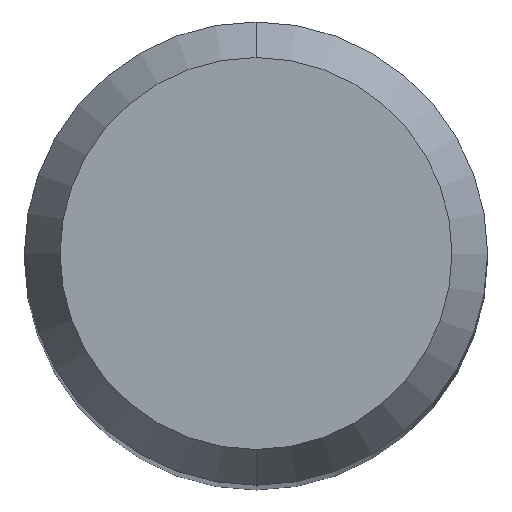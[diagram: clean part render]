
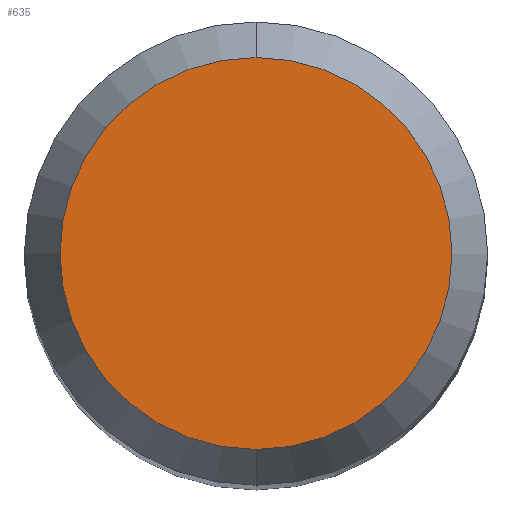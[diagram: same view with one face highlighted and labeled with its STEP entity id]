
A CAD part, top view. The second image highlights one B-rep face of the part: STEP entity #635.
In plain terms, the highlighted planar face has unit normal (0, 0, 1).
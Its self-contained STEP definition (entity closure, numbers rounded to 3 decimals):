
#635=ADVANCED_FACE('',(#1560),#1561,.T.);
#949=VERTEX_POINT('',#1892);
#1021=EDGE_CURVE('',#949,#1281,#1973,.T.);
#1259=EDGE_CURVE('',#1281,#949,#2237,.T.);
#1281=VERTEX_POINT('',#2260);
#1560=FACE_OUTER_BOUND('',#4288,.T.);
#1561=PLANE('',#4289);
#1892=CARTESIAN_POINT('',(0.,-2.538,0.0));
#1973=CIRCLE('',#6627,2.538);
#2237=CIRCLE('',#8661,2.538);
#2260=CARTESIAN_POINT('',(0.0,2.538,0.0));
#4288=EDGE_LOOP('',(#9638,#9639));
#4289=AXIS2_PLACEMENT_3D('',#9640,#9641,#9642);
#6627=AXIS2_PLACEMENT_3D('',#10027,#10028,#10029);
#8661=AXIS2_PLACEMENT_3D('',#10311,#10312,#10313);
#9638=ORIENTED_EDGE('',*,*,#1259,.F.);
#9639=ORIENTED_EDGE('',*,*,#1021,.F.);
#9640=CARTESIAN_POINT('',(0.0,1.269,0.0));
#9641=DIRECTION('',(-0.0,0.0,1.0));
#9642=DIRECTION('',(0.0,-1.0,0.0));
#10027=CARTESIAN_POINT('',(0.0,0.0,0.0));
#10028=DIRECTION('',(0.0,0.0,-1.0));
#10029=DIRECTION('',(0.0,1.0,0.0));
#10311=CARTESIAN_POINT('',(0.0,0.0,0.0));
#10312=DIRECTION('',(0.0,0.0,-1.0));
#10313=DIRECTION('',(0.0,1.0,0.0));
